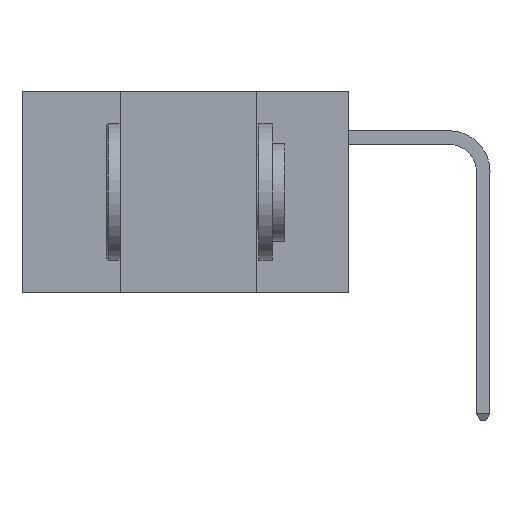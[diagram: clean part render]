
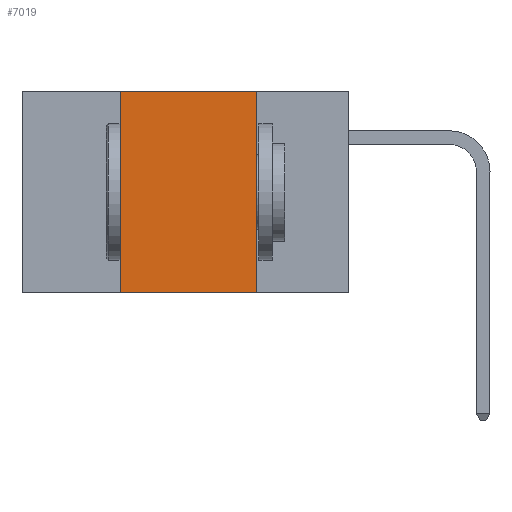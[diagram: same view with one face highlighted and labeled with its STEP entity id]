
A CAD part, left-side view. The second image highlights one B-rep face of the part: STEP entity #7019.
In plain terms, the highlighted planar face has unit normal (-1, 0, 0).
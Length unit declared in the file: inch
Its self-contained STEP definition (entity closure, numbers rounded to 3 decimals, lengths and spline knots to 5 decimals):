
#3459 = VECTOR ( 'NONE', #14905, 39.37008 ) ;
#6509 = VERTEX_POINT ( 'NONE', #11781 ) ;
#7019 = ADVANCED_FACE ( 'NONE', ( #25478 ), #8238, .F. ) ;
#7357 = VERTEX_POINT ( 'NONE', #15470 ) ;
#7424 = VERTEX_POINT ( 'NONE', #27608 ) ;
#8238 = PLANE ( 'NONE',  #36062 ) ;
#8612 = DIRECTION ( 'NONE',  ( 0., 0., -1. ) ) ;
#9993 = EDGE_CURVE ( 'NONE', #7357, #19552, #26131, .T. ) ;
#10477 = DIRECTION ( 'NONE',  ( 0., -1., 0. ) ) ;
#11126 = DIRECTION ( 'NONE',  ( 0., 0., -1. ) ) ;
#11781 = CARTESIAN_POINT ( 'NONE',  ( 0., 0.17, -0.37 ) ) ;
#12035 = CARTESIAN_POINT ( 'NONE',  ( 0., 0.42, 0. ) ) ;
#14905 = DIRECTION ( 'NONE',  ( 0., 0., 1. ) ) ;
#15470 = CARTESIAN_POINT ( 'NONE',  ( 0., 0.42, -0.37 ) ) ;
#15627 = LINE ( 'NONE', #19412, #21378 ) ;
#17270 = VECTOR ( 'NONE', #8612, 39.37008 ) ;
#17526 = EDGE_CURVE ( 'NONE', #7357, #6509, #15627, .T. ) ;
#19412 = CARTESIAN_POINT ( 'NONE',  ( 0., 0.6, -0.37 ) ) ;
#19552 = VERTEX_POINT ( 'NONE', #22477 ) ;
#19562 = CARTESIAN_POINT ( 'NONE',  ( 0., 0.6, 0. ) ) ;
#19907 = ORIENTED_EDGE ( 'NONE', *, *, #26978, .F. ) ;
#21378 = VECTOR ( 'NONE', #27969, 39.37008 ) ;
#21691 = ORIENTED_EDGE ( 'NONE', *, *, #27435, .F. ) ;
#22477 = CARTESIAN_POINT ( 'NONE',  ( 0., 0.42, 0. ) ) ;
#22775 = CARTESIAN_POINT ( 'NONE',  ( 0., 0.17, 0. ) ) ;
#25478 = FACE_OUTER_BOUND ( 'NONE', #27941, .T. ) ;
#26131 = LINE ( 'NONE', #12035, #3459 ) ;
#26978 = EDGE_CURVE ( 'NONE', #7424, #6509, #32365, .T. ) ;
#27435 = EDGE_CURVE ( 'NONE', #19552, #7424, #33210, .T. ) ;
#27608 = CARTESIAN_POINT ( 'NONE',  ( 0., 0.17, 0. ) ) ;
#27941 = EDGE_LOOP ( 'NONE', ( #19907, #21691, #35421, #36773 ) ) ;
#27969 = DIRECTION ( 'NONE',  ( 0., -1., 0. ) ) ;
#28138 = DIRECTION ( 'NONE',  ( 1., 0., 0. ) ) ;
#30343 = CARTESIAN_POINT ( 'NONE',  ( 0., 0.6, 0. ) ) ;
#32327 = VECTOR ( 'NONE', #10477, 39.37008 ) ;
#32365 = LINE ( 'NONE', #22775, #17270 ) ;
#33210 = LINE ( 'NONE', #30343, #32327 ) ;
#35421 = ORIENTED_EDGE ( 'NONE', *, *, #9993, .F. ) ;
#36062 = AXIS2_PLACEMENT_3D ( 'NONE', #19562, #28138, #11126 ) ;
#36773 = ORIENTED_EDGE ( 'NONE', *, *, #17526, .T. ) ;
